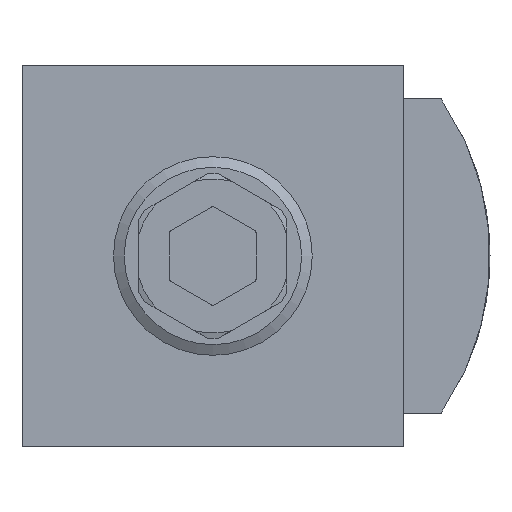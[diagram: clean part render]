
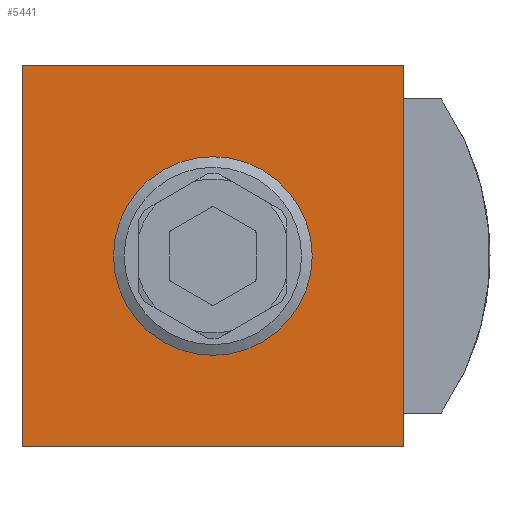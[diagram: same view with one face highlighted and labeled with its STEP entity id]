
A CAD part, front view. The second image highlights one B-rep face of the part: STEP entity #5441.
In plain terms, the highlighted planar face has unit normal (0, -1, 0).
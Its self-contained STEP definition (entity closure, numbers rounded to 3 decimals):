
#82=PLANE('',#5718);
#266=LINE('',#7119,#696);
#344=LINE('',#7329,#774);
#353=LINE('',#7346,#783);
#418=LINE('',#7498,#848);
#696=VECTOR('',#5996,1000.);
#774=VECTOR('',#6144,1000.);
#783=VECTOR('',#6155,1000.);
#848=VECTOR('',#6278,1000.);
#1418=ORIENTED_EDGE('',*,*,#2493,.F.);
#1419=ORIENTED_EDGE('',*,*,#2282,.F.);
#1420=ORIENTED_EDGE('',*,*,#2383,.F.);
#1421=ORIENTED_EDGE('',*,*,#2392,.F.);
#1422=ORIENTED_EDGE('',*,*,#2473,.F.);
#2282=EDGE_CURVE('',#2856,#2857,#266,.T.);
#2383=EDGE_CURVE('',#2935,#2856,#344,.T.);
#2392=EDGE_CURVE('',#2942,#2935,#353,.T.);
#2473=EDGE_CURVE('',#2857,#2942,#418,.T.);
#2493=EDGE_CURVE('',#3011,#3011,#3260,.F.);
#2856=VERTEX_POINT('',#7118);
#2857=VERTEX_POINT('',#7120);
#2935=VERTEX_POINT('',#7328);
#2942=VERTEX_POINT('',#7345);
#3011=VERTEX_POINT('',#7537);
#3260=CIRCLE('',#5719,16.132);
#3379=EDGE_LOOP('',(#1418));
#3380=EDGE_LOOP('',(#1419,#1420,#1421,#1422));
#3637=FACE_BOUND('',#3379,.T.);
#3638=FACE_BOUND('',#3380,.T.);
#5441=ADVANCED_FACE('',(#3637,#3638),#82,.F.);
#5718=AXIS2_PLACEMENT_3D('',#7535,#6316,#6317);
#5719=AXIS2_PLACEMENT_3D('',#7536,#6318,#6319);
#5996=DIRECTION('',(0.,0.,1.));
#6144=DIRECTION('',(-1.,0.,0.));
#6155=DIRECTION('',(0.,0.,-1.));
#6278=DIRECTION('',(1.,0.,0.));
#6316=DIRECTION('',(0.,1.,0.));
#6317=DIRECTION('',(0.,0.,1.));
#6318=DIRECTION('',(0.,1.,0.));
#6319=DIRECTION('',(0.,0.,1.));
#7118=CARTESIAN_POINT('',(-31.,-45.,-31.));
#7119=CARTESIAN_POINT('',(-31.,-45.,-31.));
#7120=CARTESIAN_POINT('',(-31.,-45.,31.));
#7328=CARTESIAN_POINT('',(31.,-45.,-31.));
#7329=CARTESIAN_POINT('',(31.,-45.,-31.));
#7345=CARTESIAN_POINT('',(31.,-45.,31.));
#7346=CARTESIAN_POINT('',(31.,-45.,31.));
#7498=CARTESIAN_POINT('',(-31.,-45.,31.));
#7535=CARTESIAN_POINT('',(0.,-45.,0.));
#7536=CARTESIAN_POINT('',(0.,-45.,0.));
#7537=CARTESIAN_POINT('',(0.,-45.,16.132));
